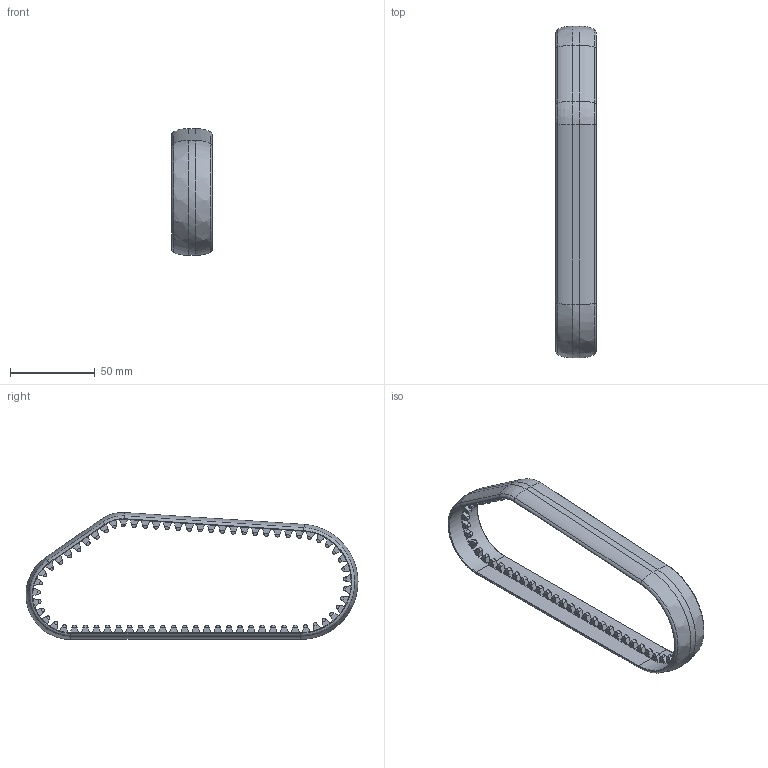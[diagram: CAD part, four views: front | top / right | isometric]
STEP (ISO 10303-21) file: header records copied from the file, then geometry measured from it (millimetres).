
FILE_DESCRIPTION(/* description */ (''),/* implementation_level */ '2;1');
FILE_NAME(/* name */ 'd979689e-e39e-42ee-ab7c-f94321abfde3.stp',/* time_stamp */ '2019-09-09T11:03:37-06:00',/* author */ ('sridharPR5JY'),/* organization */ (''),/* preprocessor_version */ 'ST-DEVELOPER v18',/* originating_system */ 'Autodesk Translation Framework v8.2.0.1029',/* authorisation */ '');
FILE_SCHEMA (('AUTOMOTIVE_DESIGN { 1 0 10303 214 3 1 1 }'));
Length unit declared in the file: millimetre
Products named in the file (1): DRIVE_TRACK
Bounding box: 23.99 x 195.98 x 74.94 mm (x, y, z)
Volume: 39247 mm3; surface area: 26262.1 mm2
Topology: 1 solids, 1 shells, 537 faces, 1376 edges, 896 vertices
Faces by surface type: bspline 291, plane 234, cylinder 12
Entity records: 27092 total; most frequent: CARTESIAN_POINT 15136, ORIENTED_EDGE 2752, DIRECTION 1585, EDGE_CURVE 1376, VERTEX_POINT 896, LINE 659, VECTOR 659, EDGE_LOOP 600
